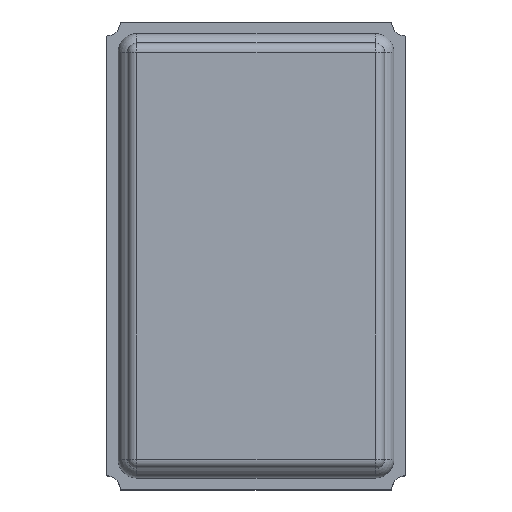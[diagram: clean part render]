
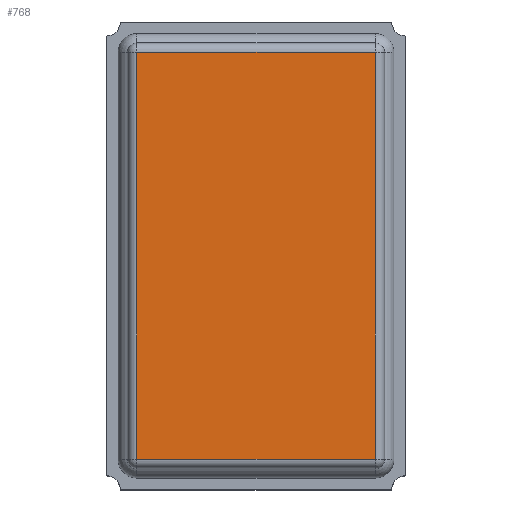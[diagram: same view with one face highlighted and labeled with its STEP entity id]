
A CAD part, top view. The second image highlights one B-rep face of the part: STEP entity #768.
In plain terms, the highlighted planar face has unit normal (0, 0, 1).
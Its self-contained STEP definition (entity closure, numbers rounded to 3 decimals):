
#536=CARTESIAN_POINT('',(1.275,-2.175,1.8));
#537=VERTEX_POINT('',#536);
#545=CARTESIAN_POINT('',(-1.275,-2.175,1.8));
#546=VERTEX_POINT('',#545);
#547=CARTESIAN_POINT('',(1.275,-2.175,1.8));
#548=DIRECTION('',(-1.0,0.0,0.0));
#549=VECTOR('',#548,2.55);
#550=LINE('',#547,#549);
#551=EDGE_CURVE('',#537,#546,#550,.T.);
#585=CARTESIAN_POINT('',(-1.275,2.175,1.8));
#586=VERTEX_POINT('',#585);
#587=CARTESIAN_POINT('',(-1.275,-2.175,1.8));
#588=DIRECTION('',(0.0,1.0,0.0));
#589=VECTOR('',#588,4.35);
#590=LINE('',#587,#589);
#591=EDGE_CURVE('',#546,#586,#590,.T.);
#625=CARTESIAN_POINT('',(1.275,2.175,1.8));
#626=VERTEX_POINT('',#625);
#627=CARTESIAN_POINT('',(-1.275,2.175,1.8));
#628=DIRECTION('',(1.0,0.0,0.0));
#629=VECTOR('',#628,2.55);
#630=LINE('',#627,#629);
#631=EDGE_CURVE('',#586,#626,#630,.T.);
#682=CARTESIAN_POINT('',(1.275,2.175,1.8));
#683=DIRECTION('',(0.0,-1.0,0.0));
#684=VECTOR('',#683,4.35);
#685=LINE('',#682,#684);
#686=EDGE_CURVE('',#626,#537,#685,.T.);
#757=CARTESIAN_POINT('',(0.,0.,1.8));
#758=DIRECTION('',(0.0,0.0,1.0));
#759=DIRECTION('',(0.0,-1.0,0.0));
#760=AXIS2_PLACEMENT_3D('',#757,#758,#759);
#761=PLANE('',#760);
#762=ORIENTED_EDGE('',*,*,#551,.F.);
#763=ORIENTED_EDGE('',*,*,#686,.F.);
#764=ORIENTED_EDGE('',*,*,#631,.F.);
#765=ORIENTED_EDGE('',*,*,#591,.F.);
#766=EDGE_LOOP('',(#762,#763,#764,#765));
#767=FACE_OUTER_BOUND('',#766,.T.);
#768=ADVANCED_FACE('',(#767),#761,.T.);
